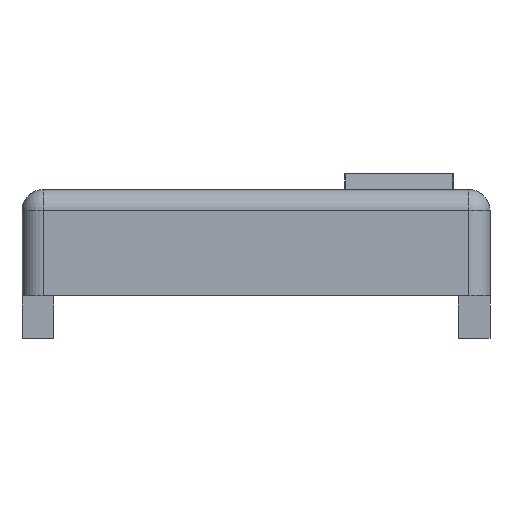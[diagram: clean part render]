
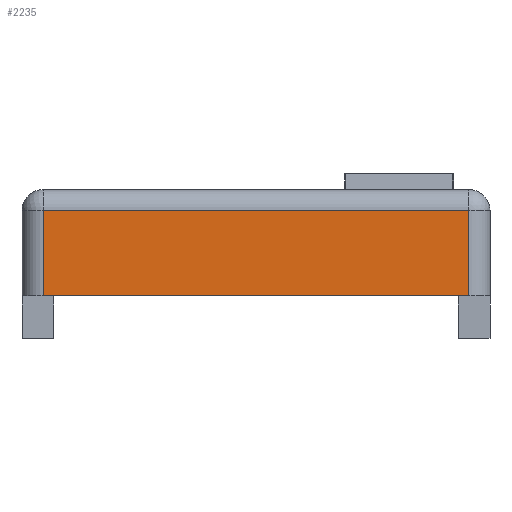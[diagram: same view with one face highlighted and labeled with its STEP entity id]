
A CAD part, left-side view. The second image highlights one B-rep face of the part: STEP entity #2235.
In plain terms, the highlighted planar face has unit normal (-1, 0, 0).
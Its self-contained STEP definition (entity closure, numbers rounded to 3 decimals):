
#147=FACE_OUTER_BOUND('',#277,.T.);
#277=EDGE_LOOP('',(#1866,#1867,#1868,#1869));
#519=LINE('',#3640,#806);
#521=LINE('',#3653,#808);
#523=LINE('',#3656,#810);
#535=LINE('',#3680,#822);
#806=VECTOR('',#2779,10.);
#808=VECTOR('',#2795,10.);
#810=VECTOR('',#2799,10.);
#822=VECTOR('',#2819,10.);
#1045=VERTEX_POINT('',#3630);
#1047=VERTEX_POINT('',#3636);
#1050=VERTEX_POINT('',#3646);
#1052=VERTEX_POINT('',#3651);
#1323=EDGE_CURVE('',#1045,#1047,#519,.T.);
#1329=EDGE_CURVE('',#1052,#1050,#521,.T.);
#1331=EDGE_CURVE('',#1050,#1045,#523,.T.);
#1343=EDGE_CURVE('',#1052,#1047,#535,.T.);
#1866=ORIENTED_EDGE('',*,*,#1323,.F.);
#1867=ORIENTED_EDGE('',*,*,#1331,.F.);
#1868=ORIENTED_EDGE('',*,*,#1329,.F.);
#1869=ORIENTED_EDGE('',*,*,#1343,.T.);
#2116=PLANE('',#2378);
#2235=ADVANCED_FACE('',(#147),#2116,.T.);
#2378=AXIS2_PLACEMENT_3D('',#3679,#2817,#2818);
#2779=DIRECTION('',(0.,0.,-1.));
#2795=DIRECTION('',(0.,0.,1.));
#2799=DIRECTION('',(0.,-1.,0.));
#2817=DIRECTION('center_axis',(-1.,0.,0.));
#2818=DIRECTION('ref_axis',(0.,-1.,0.));
#2819=DIRECTION('',(0.,-1.,0.));
#3630=CARTESIAN_POINT('',(-10.,-120.,55.));
#3636=CARTESIAN_POINT('',(-10.,-120.,47.));
#3640=CARTESIAN_POINT('',(-10.,-120.,10.));
#3646=CARTESIAN_POINT('',(-10.,-80.,55.));
#3651=CARTESIAN_POINT('',(-10.,-80.,47.));
#3653=CARTESIAN_POINT('',(-10.,-80.,10.));
#3656=CARTESIAN_POINT('',(-10.,-89.,55.));
#3679=CARTESIAN_POINT('Origin',(-10.,-78.,10.));
#3680=CARTESIAN_POINT('',(-10.,-84.,47.));
